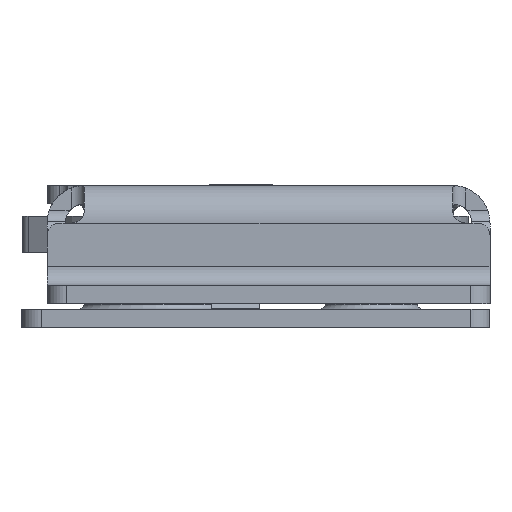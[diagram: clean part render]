
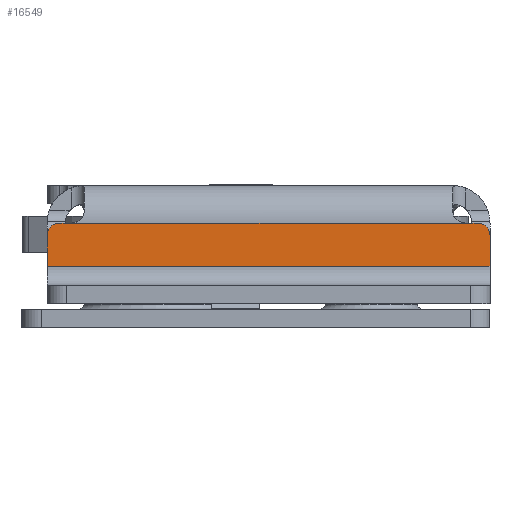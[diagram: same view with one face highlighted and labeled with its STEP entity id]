
A CAD part, left-side view. The second image highlights one B-rep face of the part: STEP entity #16549.
In plain terms, the highlighted planar face has unit normal (-1, 0, 0).
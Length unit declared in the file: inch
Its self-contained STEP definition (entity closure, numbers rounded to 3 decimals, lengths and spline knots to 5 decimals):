
#1201=PLANE('',#17788);
#1826=FACE_OUTER_BOUND('',#2780,.T.);
#2780=EDGE_LOOP('',(#12982,#12983,#12984,#12985,#12986,#12987,#12988,#12989));
#3603=CIRCLE('',#17789,0.0625);
#3604=CIRCLE('',#17790,0.0625);
#4665=LINE('',#27477,#5927);
#4667=LINE('',#27482,#5929);
#4669=LINE('',#27489,#5931);
#4670=LINE('',#27493,#5932);
#4671=LINE('',#27495,#5933);
#4672=LINE('',#27497,#5934);
#5927=VECTOR('',#20759,0.3937);
#5929=VECTOR('',#20765,0.3937);
#5931=VECTOR('',#20773,0.3937);
#5932=VECTOR('',#20776,0.3937);
#5933=VECTOR('',#20777,0.3937);
#5934=VECTOR('',#20778,0.3937);
#7275=VERTEX_POINT('',#27474);
#7276=VERTEX_POINT('',#27476);
#7277=VERTEX_POINT('',#27480);
#7279=VERTEX_POINT('',#27488);
#7280=VERTEX_POINT('',#27490);
#7281=VERTEX_POINT('',#27492);
#7282=VERTEX_POINT('',#27494);
#7283=VERTEX_POINT('',#27496);
#9306=EDGE_CURVE('',#7275,#7276,#4665,.T.);
#9309=EDGE_CURVE('',#7277,#7275,#4667,.T.);
#9312=EDGE_CURVE('',#7279,#7277,#4669,.T.);
#9313=EDGE_CURVE('',#7280,#7279,#3603,.T.);
#9314=EDGE_CURVE('',#7281,#7280,#4670,.T.);
#9315=EDGE_CURVE('',#7282,#7281,#4671,.T.);
#9316=EDGE_CURVE('',#7282,#7283,#4672,.T.);
#9317=EDGE_CURVE('',#7276,#7283,#3604,.T.);
#12982=ORIENTED_EDGE('',*,*,#9309,.F.);
#12983=ORIENTED_EDGE('',*,*,#9312,.F.);
#12984=ORIENTED_EDGE('',*,*,#9313,.F.);
#12985=ORIENTED_EDGE('',*,*,#9314,.F.);
#12986=ORIENTED_EDGE('',*,*,#9315,.F.);
#12987=ORIENTED_EDGE('',*,*,#9316,.T.);
#12988=ORIENTED_EDGE('',*,*,#9317,.F.);
#12989=ORIENTED_EDGE('',*,*,#9306,.F.);
#16549=ADVANCED_FACE('',(#1826),#1201,.T.);
#17788=AXIS2_PLACEMENT_3D('',#27487,#20771,#20772);
#17789=AXIS2_PLACEMENT_3D('',#27491,#20774,#20775);
#17790=AXIS2_PLACEMENT_3D('',#27498,#20779,#20780);
#20759=DIRECTION('',(0.,0.,1.));
#20765=DIRECTION('',(0.,1.,0.));
#20771=DIRECTION('center_axis',(-1.,0.,0.));
#20772=DIRECTION('ref_axis',(0.,0.,
1.));
#20773=DIRECTION('',(0.,0.,-1.));
#20774=DIRECTION('center_axis',(1.,0.,0.));
#20775=DIRECTION('ref_axis',(0.,-0.707,0.707));
#20776=DIRECTION('',(0.,-1.,0.));
#20777=DIRECTION('',(0.,-1.,0.));
#20778=DIRECTION('',(0.,1.,0.));
#20779=DIRECTION('center_axis',(1.,0.,0.));
#20780=DIRECTION('ref_axis',(0.,0.707,0.707));
#27474=CARTESIAN_POINT('',(-2.45819,0.53425,0.20955));
#27476=CARTESIAN_POINT('',(-2.45819,0.53425,0.36055));
#27477=CARTESIAN_POINT('',(-2.45819,0.53425,0.12512));
#27480=CARTESIAN_POINT('',(-2.45819,-1.64275,0.20955));
#27482=CARTESIAN_POINT('',(-2.45819,-0.01,0.20955));
#27487=CARTESIAN_POINT('Origin',(-2.45819,0.53425,0.6068));
#27488=CARTESIAN_POINT('',(-2.45819,-1.64275,0.36055));
#27489=CARTESIAN_POINT('',(-2.45819,-1.64275,0.32374));
#27490=CARTESIAN_POINT('',(-2.45819,-1.58025,0.42305));
#27491=CARTESIAN_POINT('Origin',(-2.45819,-1.58025,0.36055));
#27492=CARTESIAN_POINT('',(-2.45819,-1.5215,0.42305));
#27493=CARTESIAN_POINT('',(-2.45819,-1.459,0.42305));
#27494=CARTESIAN_POINT('',(-2.45819,0.413,0.42305));
#27495=CARTESIAN_POINT('',(-2.45819,-1.459,0.42305));
#27496=CARTESIAN_POINT('',(-2.45819,0.47175,0.42305));
#27497=CARTESIAN_POINT('',(-2.45819,0.3505,0.42305));
#27498=CARTESIAN_POINT('Origin',(-2.45819,0.47175,0.36055));
